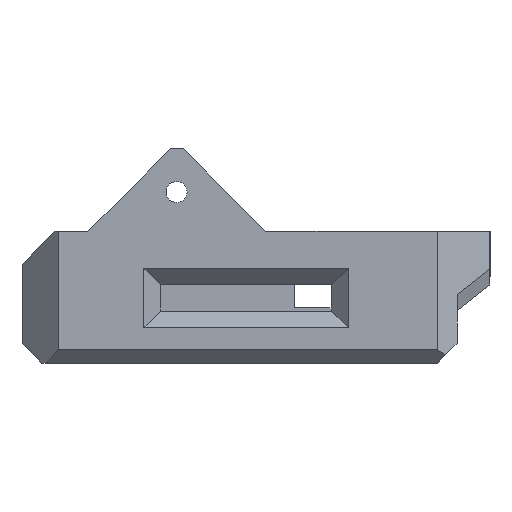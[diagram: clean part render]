
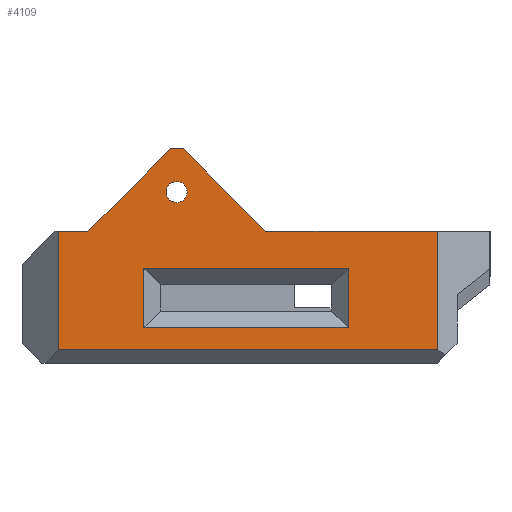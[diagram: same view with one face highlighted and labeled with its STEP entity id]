
A CAD part, left-side view. The second image highlights one B-rep face of the part: STEP entity #4109.
In plain terms, the highlighted planar face has unit normal (-1, 0, 0).
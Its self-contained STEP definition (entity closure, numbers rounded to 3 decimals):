
#5 = EDGE_CURVE ( 'NONE', #525, #3782, #1197, .T. ) ;
#8 = DIRECTION ( 'NONE',  ( 0., -1., 0. ) ) ;
#137 = ORIENTED_EDGE ( 'NONE', *, *, #5, .T. ) ;
#181 = CARTESIAN_POINT ( 'NONE',  ( 0., 47.5, 14.4 ) ) ;
#351 = CARTESIAN_POINT ( 'NONE',  ( 0., 60.5, 20. ) ) ;
#376 = DIRECTION ( 'NONE',  ( 0., 0.707, -0.707 ) ) ;
#525 = VERTEX_POINT ( 'NONE', #3242 ) ;
#548 = DIRECTION ( 'NONE',  ( 0., 0., 1. ) ) ;
#666 = EDGE_CURVE ( 'NONE', #5314, #2005, #5121, .T. ) ;
#695 = PLANE ( 'NONE',  #3036 ) ;
#696 = DIRECTION ( 'NONE',  ( -1., 0., 0. ) ) ;
#725 = ORIENTED_EDGE ( 'NONE', *, *, #5515, .T. ) ;
#753 = DIRECTION ( 'NONE',  ( 0., 1., 0. ) ) ;
#783 = DIRECTION ( 'NONE',  ( 0., 1., 0. ) ) ;
#857 = ORIENTED_EDGE ( 'NONE', *, *, #4958, .T. ) ;
#1099 = DIRECTION ( 'NONE',  ( 0., 0., -1. ) ) ;
#1154 = VECTOR ( 'NONE', #1163, 1000. ) ;
#1163 = DIRECTION ( 'NONE',  ( 0., 0., 1. ) ) ;
#1181 = CARTESIAN_POINT ( 'NONE',  ( 0., 3., 2. ) ) ;
#1182 = ORIENTED_EDGE ( 'NONE', *, *, #2058, .F. ) ;
#1197 = LINE ( 'NONE', #5522, #1154 ) ;
#1235 = CARTESIAN_POINT ( 'NONE',  ( 0., 43.5, 32.5 ) ) ;
#1305 = FACE_BOUND ( 'NONE', #4195, .T. ) ;
#1333 = LINE ( 'NONE', #6831, #5736 ) ;
#1375 = DIRECTION ( 'NONE',  ( 0., 0.707, 0.707 ) ) ;
#1455 = EDGE_CURVE ( 'NONE', #5158, #4730, #2753, .T. ) ;
#1565 = ORIENTED_EDGE ( 'NONE', *, *, #1745, .T. ) ;
#1579 = CARTESIAN_POINT ( 'NONE',  ( 0., 3., 2. ) ) ;
#1617 = CARTESIAN_POINT ( 'NONE',  ( 0., 28., 48. ) ) ;
#1736 = EDGE_LOOP ( 'NONE', ( #137, #725, #1848, #857 ) ) ;
#1737 = CARTESIAN_POINT ( 'NONE',  ( 0., 16.5, 20. ) ) ;
#1745 = EDGE_CURVE ( 'NONE', #5651, #3632, #4078, .T. ) ;
#1832 = CARTESIAN_POINT ( 'NONE',  ( 0., 42.546, 27.554 ) ) ;
#1848 = ORIENTED_EDGE ( 'NONE', *, *, #3857, .T. ) ;
#1880 = VECTOR ( 'NONE', #753, 1000. ) ;
#1893 = FACE_OUTER_BOUND ( 'NONE', #3883, .T. ) ;
#1927 = DIRECTION ( 'NONE',  ( -1., 0., 0. ) ) ;
#1975 = LINE ( 'NONE', #6184, #1880 ) ;
#2005 = VERTEX_POINT ( 'NONE', #4878 ) ;
#2058 = EDGE_CURVE ( 'NONE', #5651, #7561, #3790, .T. ) ;
#2089 = DIRECTION ( 'NONE',  ( 0., -1., 0. ) ) ;
#2099 = CARTESIAN_POINT ( 'NONE',  ( 0., 60.5, 2. ) ) ;
#2328 = CARTESIAN_POINT ( 'NONE',  ( 0., 0., 20. ) ) ;
#2372 = VECTOR ( 'NONE', #8, 1000. ) ;
#2700 = DIRECTION ( 'NONE',  ( 0., 0., 1. ) ) ;
#2727 = VERTEX_POINT ( 'NONE', #1579 ) ;
#2753 = LINE ( 'NONE', #7707, #6959 ) ;
#2780 = EDGE_CURVE ( 'NONE', #2005, #5314, #6822, .T. ) ;
#2890 = VECTOR ( 'NONE', #376, 1000. ) ;
#3036 = AXIS2_PLACEMENT_3D ( 'NONE', #3137, #3344, #783 ) ;
#3078 = AXIS2_PLACEMENT_3D ( 'NONE', #4205, #696, #548 ) ;
#3137 = CARTESIAN_POINT ( 'NONE',  ( 0., 0., 20. ) ) ;
#3242 = CARTESIAN_POINT ( 'NONE',  ( 0., 47.5, 5.4 ) ) ;
#3344 = DIRECTION ( 'NONE',  ( 1., 0., 0. ) ) ;
#3386 = CARTESIAN_POINT ( 'NONE',  ( 0., 29., 20. ) ) ;
#3395 = AXIS2_PLACEMENT_3D ( 'NONE', #3828, #1927, #2700 ) ;
#3399 = DIRECTION ( 'NONE',  ( 0., -1., 0. ) ) ;
#3402 = VECTOR ( 'NONE', #5931, 1000. ) ;
#3586 = DIRECTION ( 'NONE',  ( 0., 0., -1. ) ) ;
#3632 = VERTEX_POINT ( 'NONE', #7647 ) ;
#3782 = VERTEX_POINT ( 'NONE', #181 ) ;
#3790 = LINE ( 'NONE', #6726, #2372 ) ;
#3811 = ORIENTED_EDGE ( 'NONE', *, *, #7407, .F. ) ;
#3828 = CARTESIAN_POINT ( 'NONE',  ( 0., 42.546, 25.954 ) ) ;
#3835 = EDGE_CURVE ( 'NONE', #5158, #3632, #6490, .T. ) ;
#3857 = EDGE_CURVE ( 'NONE', #5640, #5464, #7206, .T. ) ;
#3883 = EDGE_LOOP ( 'NONE', ( #5842, #6016, #5411, #3811, #4495, #1182, #1565, #6519 ) ) ;
#4054 = CARTESIAN_POINT ( 'NONE',  ( 0., 3., 20. ) ) ;
#4078 = LINE ( 'NONE', #1617, #2890 ) ;
#4081 = EDGE_CURVE ( 'NONE', #4730, #2727, #4309, .T. ) ;
#4109 = ADVANCED_FACE ( 'NONE', ( #1893, #4351, #1305 ), #695, .F. ) ;
#4195 = EDGE_LOOP ( 'NONE', ( #6195, #5080 ) ) ;
#4205 = CARTESIAN_POINT ( 'NONE',  ( 0., 42.546, 25.954 ) ) ;
#4309 = LINE ( 'NONE', #1181, #4445 ) ;
#4351 = FACE_BOUND ( 'NONE', #1736, .T. ) ;
#4357 = EDGE_CURVE ( 'NONE', #5220, #2727, #7810, .T. ) ;
#4445 = VECTOR ( 'NONE', #6724, 1000. ) ;
#4495 = ORIENTED_EDGE ( 'NONE', *, *, #6765, .T. ) ;
#4559 = VECTOR ( 'NONE', #3586, 1000. ) ;
#4637 = DIRECTION ( 'NONE',  ( 0., 0., -1. ) ) ;
#4720 = VECTOR ( 'NONE', #2089, 1000. ) ;
#4730 = VERTEX_POINT ( 'NONE', #2099 ) ;
#4878 = CARTESIAN_POINT ( 'NONE',  ( 0., 42.546, 24.354 ) ) ;
#4958 = EDGE_CURVE ( 'NONE', #5464, #525, #1975, .T. ) ;
#5080 = ORIENTED_EDGE ( 'NONE', *, *, #2780, .F. ) ;
#5121 = CIRCLE ( 'NONE', #3078, 1.6 ) ;
#5148 = LINE ( 'NONE', #6961, #4720 ) ;
#5158 = VERTEX_POINT ( 'NONE', #351 ) ;
#5193 = CARTESIAN_POINT ( 'NONE',  ( 0., 0., 14.4 ) ) ;
#5220 = VERTEX_POINT ( 'NONE', #4054 ) ;
#5300 = CARTESIAN_POINT ( 'NONE',  ( 0., 16.5, 5.4 ) ) ;
#5314 = VERTEX_POINT ( 'NONE', #1832 ) ;
#5411 = ORIENTED_EDGE ( 'NONE', *, *, #4357, .F. ) ;
#5464 = VERTEX_POINT ( 'NONE', #5300 ) ;
#5515 = EDGE_CURVE ( 'NONE', #3782, #5640, #5757, .T. ) ;
#5522 = CARTESIAN_POINT ( 'NONE',  ( 0., 47.5, 20. ) ) ;
#5640 = VERTEX_POINT ( 'NONE', #5944 ) ;
#5651 = VERTEX_POINT ( 'NONE', #1235 ) ;
#5736 = VECTOR ( 'NONE', #1375, 1000. ) ;
#5757 = LINE ( 'NONE', #5193, #7624 ) ;
#5842 = ORIENTED_EDGE ( 'NONE', *, *, #1455, .T. ) ;
#5931 = DIRECTION ( 'NONE',  ( 0., -1., 0. ) ) ;
#5944 = CARTESIAN_POINT ( 'NONE',  ( 0., 16.5, 14.4 ) ) ;
#6016 = ORIENTED_EDGE ( 'NONE', *, *, #4081, .T. ) ;
#6057 = CARTESIAN_POINT ( 'NONE',  ( 0., 41.5, 32.5 ) ) ;
#6184 = CARTESIAN_POINT ( 'NONE',  ( 0., 0., 5.4 ) ) ;
#6195 = ORIENTED_EDGE ( 'NONE', *, *, #666, .F. ) ;
#6490 = LINE ( 'NONE', #2328, #3402 ) ;
#6511 = VERTEX_POINT ( 'NONE', #3386 ) ;
#6519 = ORIENTED_EDGE ( 'NONE', *, *, #3835, .F. ) ;
#6714 = CARTESIAN_POINT ( 'NONE',  ( 0., 3., 115.481 ) ) ;
#6724 = DIRECTION ( 'NONE',  ( 0., -1., 0. ) ) ;
#6726 = CARTESIAN_POINT ( 'NONE',  ( 0., 41.5, 32.5 ) ) ;
#6765 = EDGE_CURVE ( 'NONE', #6511, #7561, #1333, .T. ) ;
#6822 = CIRCLE ( 'NONE', #3395, 1.6 ) ;
#6831 = CARTESIAN_POINT ( 'NONE',  ( 0., 14.5, 5.5 ) ) ;
#6959 = VECTOR ( 'NONE', #4637, 1000. ) ;
#6961 = CARTESIAN_POINT ( 'NONE',  ( 0., 0., 20. ) ) ;
#7206 = LINE ( 'NONE', #1737, #7213 ) ;
#7213 = VECTOR ( 'NONE', #1099, 1000. ) ;
#7407 = EDGE_CURVE ( 'NONE', #6511, #5220, #5148, .T. ) ;
#7561 = VERTEX_POINT ( 'NONE', #6057 ) ;
#7624 = VECTOR ( 'NONE', #3399, 1000. ) ;
#7647 = CARTESIAN_POINT ( 'NONE',  ( 0., 56., 20. ) ) ;
#7707 = CARTESIAN_POINT ( 'NONE',  ( 0., 60.5, 20. ) ) ;
#7810 = LINE ( 'NONE', #6714, #4559 ) ;
